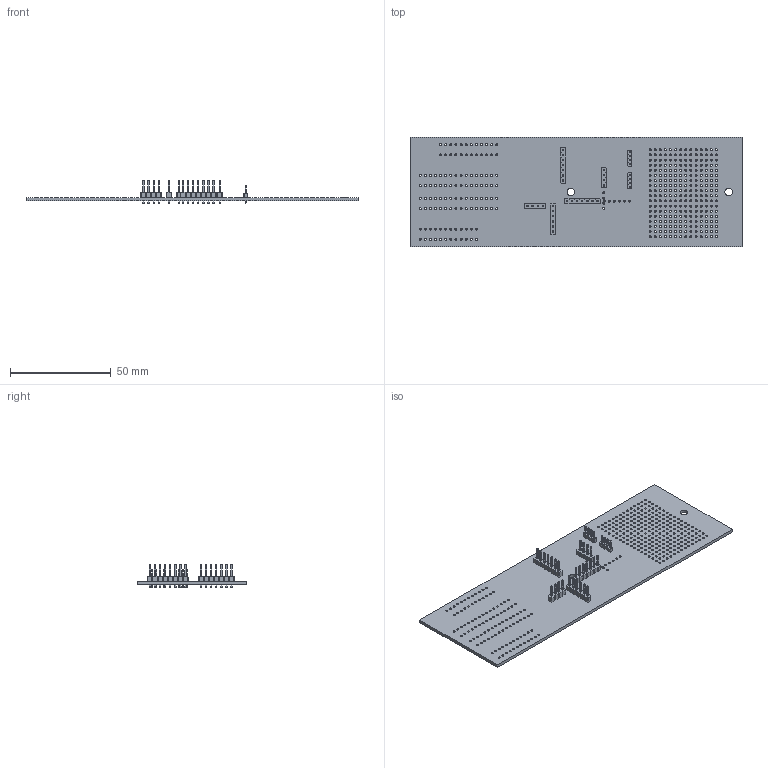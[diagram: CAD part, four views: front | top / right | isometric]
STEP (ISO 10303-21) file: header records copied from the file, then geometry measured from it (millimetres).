
FILE_DESCRIPTION(('KiCad electronic assembly'),'2;1');
FILE_NAME('CSL_AQS_V1.step','2024-06-04T16:03:10',('Pcbnew'),('Kicad'), 'Open CASCADE STEP processor 7.7','KiCad to STEP converter','Unknown' );
FILE_SCHEMA(('AUTOMOTIVE_DESIGN { 1 0 10303 214 1 1 1 1 }'));
Length unit declared in the file: millimetre
Products named in the file (10): CSL_AQS_V1 1; PinHeader_1x04_P2.54mm_Vertical; PinHeader_1x04_P254mm_Vertical; PinHeader_1x06_P2.54mm_Vertical; PinHeader_1x06_P254mm_Vertical; PinHeader_1x04_P2.00mm_Vertical; PinHeader_1x04_P200mm_Vertical; PinHeader_1x07_P2.54mm_Vertical; PinHeader_1x07_P254mm_Vertical; _autosave-CSL_AQS_V1_PCB
Assembly tree (12 placements, depth 3):
  CSL_AQS_V1 1
    PinHeader_1x04_P2.54mm_Vertical  x2
      PinHeader_1x04_P254mm_Vertical
    PinHeader_1x06_P2.54mm_Vertical
      PinHeader_1x06_P254mm_Vertical
    PinHeader_1x04_P2.00mm_Vertical  x2
      PinHeader_1x04_P200mm_Vertical
    PinHeader_1x07_P2.54mm_Vertical  x2
      PinHeader_1x07_P254mm_Vertical
    _autosave-CSL_AQS_V1_PCB
Bounding box: 165.1 x 54.61 x 11.54 mm (x, y, z)
Volume: 14512 mm3; surface area: 21788 mm2
Topology: 8 solids, 8 shells, 1300 faces, 3348 edges, 2136 vertices
Faces by surface type: plane 898, cylinder 402
Full cylindrical faces by diameter (mm): 0.8 x8, 1 x252, 1.016 x140, 3.81 x2
Entity records: 34175 total; most frequent: DIRECTION 5146, CARTESIAN_POINT 4985, ORIENTED_EDGE 4920, EDGE_CURVE 2460, FACE_BOUND 1774, EDGE_LOOP 1774, AXIS2_PLACEMENT_3D 1745, LINE 1656
